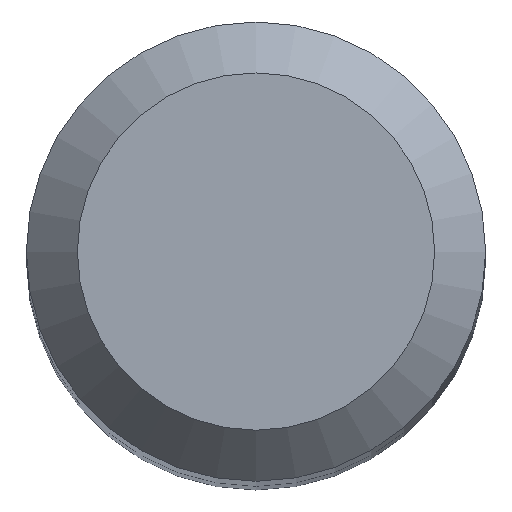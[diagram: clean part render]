
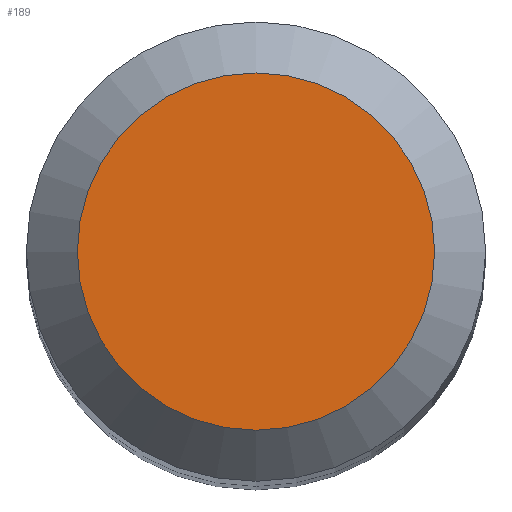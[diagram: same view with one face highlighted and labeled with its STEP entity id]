
A CAD part, top view. The second image highlights one B-rep face of the part: STEP entity #189.
In plain terms, the highlighted planar face has unit normal (0, 0, 1).
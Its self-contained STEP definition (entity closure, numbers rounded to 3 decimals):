
#10 = ORIENTED_EDGE ( 'NONE', *, *, #23, .F. ) ;
#23 = EDGE_CURVE ( 'NONE', #196, #196, #187, .T. ) ;
#44 = PLANE ( 'NONE',  #169 ) ;
#54 = DIRECTION ( 'NONE',  ( 0., 1., 0. ) ) ;
#55 = CARTESIAN_POINT ( 'NONE',  ( 0., 0., 70. ) ) ;
#61 = CARTESIAN_POINT ( 'NONE',  ( 0., 2.45, 70. ) ) ;
#88 = EDGE_LOOP ( 'NONE', ( #10 ) ) ;
#92 = CARTESIAN_POINT ( 'NONE',  ( 0., 0., 70. ) ) ;
#99 = AXIS2_PLACEMENT_3D ( 'NONE', #55, #132, #54 ) ;
#132 = DIRECTION ( 'NONE',  ( 0., 0., -1. ) ) ;
#140 = DIRECTION ( 'NONE',  ( 0., 0., -1. ) ) ;
#169 = AXIS2_PLACEMENT_3D ( 'NONE', #92, #140, #201 ) ;
#183 = FACE_OUTER_BOUND ( 'NONE', #88, .T. ) ;
#187 = CIRCLE ( 'NONE', #99, 2.45 ) ;
#189 = ADVANCED_FACE ( 'NONE', ( #183 ), #44, .F. ) ;
#196 = VERTEX_POINT ( 'NONE', #61 ) ;
#201 = DIRECTION ( 'NONE',  ( 0., 1., 0. ) ) ;
